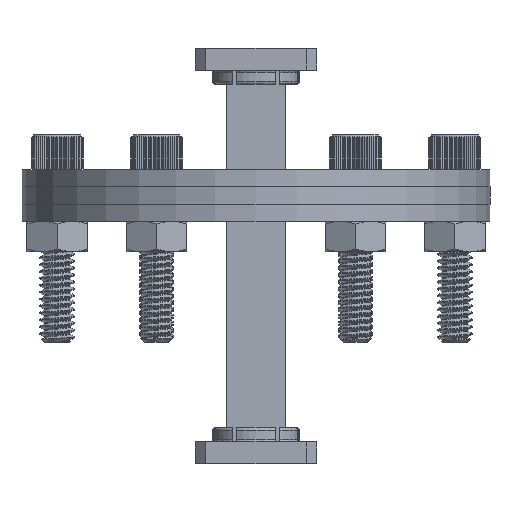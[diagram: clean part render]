
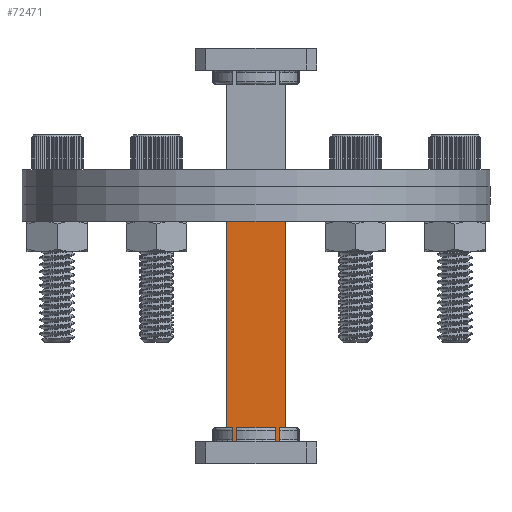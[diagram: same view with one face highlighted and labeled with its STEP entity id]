
A CAD part, front view. The second image highlights one B-rep face of the part: STEP entity #72471.
In plain terms, the highlighted planar face has unit normal (0, -1, 0).
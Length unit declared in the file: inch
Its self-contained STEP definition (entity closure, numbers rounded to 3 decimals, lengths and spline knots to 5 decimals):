
#334 = VERTEX_POINT ( 'NONE', #73978 ) ;
#723 = VERTEX_POINT ( 'NONE', #51918 ) ;
#2679 = CARTESIAN_POINT ( 'NONE',  ( -0.21, -0.125, -0.97 ) ) ;
#3614 = ORIENTED_EDGE ( 'NONE', *, *, #20660, .F. ) ;
#6348 = DIRECTION ( 'NONE',  ( 0., 0., 1. ) ) ;
#7017 = LINE ( 'NONE', #79918, #73255 ) ;
#7636 = DIRECTION ( 'NONE',  ( 0., -1., 0. ) ) ;
#7666 = CARTESIAN_POINT ( 'NONE',  ( 0.21, -0.125, -0.97 ) ) ;
#9120 = EDGE_CURVE ( 'NONE', #59231, #46960, #90796, .T. ) ;
#9614 = ORIENTED_EDGE ( 'NONE', *, *, #37876, .T. ) ;
#9835 = CARTESIAN_POINT ( 'NONE',  ( -0.17, -0.125, -2.71252 ) ) ;
#10249 = CARTESIAN_POINT ( 'NONE',  ( 0.14, -0.125, -3.02779 ) ) ;
#12446 = VECTOR ( 'NONE', #45481, 39.37008 ) ;
#13014 = VECTOR ( 'NONE', #33917, 39.37008 ) ;
#14059 = DIRECTION ( 'NONE',  ( 1., 0., 0. ) ) ;
#15748 = EDGE_CURVE ( 'NONE', #80925, #48784, #59777, .T. ) ;
#16247 = ORIENTED_EDGE ( 'NONE', *, *, #92191, .F. ) ;
#19020 = VECTOR ( 'NONE', #80508, 39.37008 ) ;
#19862 = LINE ( 'NONE', #63889, #93193 ) ;
#20505 = CARTESIAN_POINT ( 'NONE',  ( 0.17, -0.125, -2.71252 ) ) ;
#20660 = EDGE_CURVE ( 'NONE', #46998, #46960, #81269, .T. ) ;
#21634 = CARTESIAN_POINT ( 'NONE',  ( -0.14, -0.125, -2.81252 ) ) ;
#22035 = VERTEX_POINT ( 'NONE', #24757 ) ;
#22267 = ORIENTED_EDGE ( 'NONE', *, *, #31459, .F. ) ;
#23058 = ORIENTED_EDGE ( 'NONE', *, *, #64018, .F. ) ;
#24757 = CARTESIAN_POINT ( 'NONE',  ( -0.14, -0.125, -2.71252 ) ) ;
#25385 = DIRECTION ( 'NONE',  ( 0., 0., 1. ) ) ;
#26305 = VECTOR ( 'NONE', #88997, 39.37008 ) ;
#28668 = CARTESIAN_POINT ( 'NONE',  ( 0.21, -0.125, -2.71252 ) ) ;
#29141 = LINE ( 'NONE', #63987, #63760 ) ;
#29393 = CARTESIAN_POINT ( 'NONE',  ( -0.17, -0.125, -2.81252 ) ) ;
#29672 = LINE ( 'NONE', #59651, #42703 ) ;
#29932 = ORIENTED_EDGE ( 'NONE', *, *, #9120, .T. ) ;
#31459 = EDGE_CURVE ( 'NONE', #36553, #80925, #29672, .T. ) ;
#32134 = CARTESIAN_POINT ( 'NONE',  ( -0.14, -0.125, -3.02779 ) ) ;
#33721 = VERTEX_POINT ( 'NONE', #82762 ) ;
#33917 = DIRECTION ( 'NONE',  ( -1., 0., 0. ) ) ;
#35027 = DIRECTION ( 'NONE',  ( 1., 0., 0. ) ) ;
#36553 = VERTEX_POINT ( 'NONE', #7666 ) ;
#37876 = EDGE_CURVE ( 'NONE', #80442, #22035, #69334, .T. ) ;
#39734 = DIRECTION ( 'NONE',  ( 0., 0., 1. ) ) ;
#39841 = VECTOR ( 'NONE', #25385, 39.37008 ) ;
#41273 = LINE ( 'NONE', #58050, #59335 ) ;
#42703 = VECTOR ( 'NONE', #75067, 39.37008 ) ;
#44366 = DIRECTION ( 'NONE',  ( 0., 0., -1. ) ) ;
#44843 = CARTESIAN_POINT ( 'NONE',  ( 0.21, -0.125, 0.26129 ) ) ;
#45481 = DIRECTION ( 'NONE',  ( 0., 0., -1. ) ) ;
#46960 = VERTEX_POINT ( 'NONE', #60153 ) ;
#46998 = VERTEX_POINT ( 'NONE', #9835 ) ;
#47326 = CARTESIAN_POINT ( 'NONE',  ( -0.17, -0.125, -2.81252 ) ) ;
#48784 = VERTEX_POINT ( 'NONE', #20505 ) ;
#50049 = VECTOR ( 'NONE', #70017, 39.37008 ) ;
#51918 = CARTESIAN_POINT ( 'NONE',  ( 0.14, -0.125, -2.81252 ) ) ;
#54242 = ORIENTED_EDGE ( 'NONE', *, *, #95560, .F. ) ;
#55544 = LINE ( 'NONE', #47326, #50049 ) ;
#55842 = EDGE_CURVE ( 'NONE', #33721, #48784, #29141, .T. ) ;
#58050 = CARTESIAN_POINT ( 'NONE',  ( 0.17, -0.125, -2.81252 ) ) ;
#58825 = CARTESIAN_POINT ( 'NONE',  ( 0.21, -0.125, -2.71252 ) ) ;
#58877 = PLANE ( 'NONE',  #75213 ) ;
#59231 = VERTEX_POINT ( 'NONE', #2679 ) ;
#59335 = VECTOR ( 'NONE', #14059, 39.37008 ) ;
#59651 = CARTESIAN_POINT ( 'NONE',  ( 0.21, -0.125, 0.26129 ) ) ;
#59777 = LINE ( 'NONE', #58825, #19020 ) ;
#59836 = FACE_OUTER_BOUND ( 'NONE', #76631, .T. ) ;
#59971 = ORIENTED_EDGE ( 'NONE', *, *, #63857, .T. ) ;
#60153 = CARTESIAN_POINT ( 'NONE',  ( -0.21, -0.125, -2.71252 ) ) ;
#60790 = ORIENTED_EDGE ( 'NONE', *, *, #93346, .F. ) ;
#63760 = VECTOR ( 'NONE', #65402, 39.37008 ) ;
#63857 = EDGE_CURVE ( 'NONE', #723, #33721, #41273, .T. ) ;
#63889 = CARTESIAN_POINT ( 'NONE',  ( -0.17, -0.125, -3.02779 ) ) ;
#63987 = CARTESIAN_POINT ( 'NONE',  ( 0.17, -0.125, -3.02779 ) ) ;
#64018 = EDGE_CURVE ( 'NONE', #80442, #82176, #55544, .T. ) ;
#64677 = ORIENTED_EDGE ( 'NONE', *, *, #15748, .F. ) ;
#65402 = DIRECTION ( 'NONE',  ( 0., 0., 1. ) ) ;
#66520 = VECTOR ( 'NONE', #39734, 39.37008 ) ;
#69334 = LINE ( 'NONE', #32134, #39841 ) ;
#69770 = ORIENTED_EDGE ( 'NONE', *, *, #55842, .T. ) ;
#70017 = DIRECTION ( 'NONE',  ( -1., 0., 0. ) ) ;
#72095 = CARTESIAN_POINT ( 'NONE',  ( 0.21, -0.125, -2.71252 ) ) ;
#72471 = ADVANCED_FACE ( 'NONE', ( #59836 ), #58877, .T. ) ;
#73255 = VECTOR ( 'NONE', #35027, 39.37008 ) ;
#73978 = CARTESIAN_POINT ( 'NONE',  ( 0.14, -0.125, -2.71252 ) ) ;
#75067 = DIRECTION ( 'NONE',  ( 0., 0., -1. ) ) ;
#75213 = AXIS2_PLACEMENT_3D ( 'NONE', #44843, #7636, #44366 ) ;
#75799 = ORIENTED_EDGE ( 'NONE', *, *, #80413, .F. ) ;
#76464 = LINE ( 'NONE', #10249, #66520 ) ;
#76631 = EDGE_LOOP ( 'NONE', ( #64677, #22267, #60790, #29932, #3614, #54242, #23058, #9614, #16247, #75799, #59971, #69770 ) ) ;
#78239 = CARTESIAN_POINT ( 'NONE',  ( 0.21, -0.125, -2.71252 ) ) ;
#79918 = CARTESIAN_POINT ( 'NONE',  ( 0., -0.125, -0.97 ) ) ;
#80413 = EDGE_CURVE ( 'NONE', #723, #334, #76464, .T. ) ;
#80442 = VERTEX_POINT ( 'NONE', #21634 ) ;
#80508 = DIRECTION ( 'NONE',  ( -1., 0., 0. ) ) ;
#80925 = VERTEX_POINT ( 'NONE', #78239 ) ;
#81199 = CARTESIAN_POINT ( 'NONE',  ( -0.21, -0.125, 0.26129 ) ) ;
#81269 = LINE ( 'NONE', #28668, #26305 ) ;
#82176 = VERTEX_POINT ( 'NONE', #29393 ) ;
#82762 = CARTESIAN_POINT ( 'NONE',  ( 0.17, -0.125, -2.81252 ) ) ;
#86064 = LINE ( 'NONE', #72095, #13014 ) ;
#88997 = DIRECTION ( 'NONE',  ( -1., 0., 0. ) ) ;
#90796 = LINE ( 'NONE', #81199, #12446 ) ;
#92191 = EDGE_CURVE ( 'NONE', #334, #22035, #86064, .T. ) ;
#93193 = VECTOR ( 'NONE', #6348, 39.37008 ) ;
#93346 = EDGE_CURVE ( 'NONE', #59231, #36553, #7017, .T. ) ;
#95560 = EDGE_CURVE ( 'NONE', #82176, #46998, #19862, .T. ) ;
